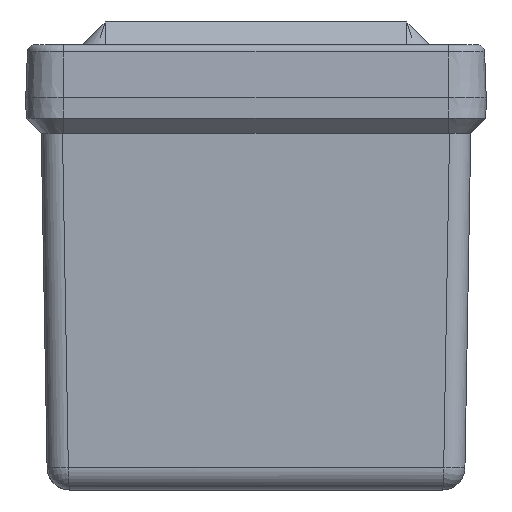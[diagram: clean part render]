
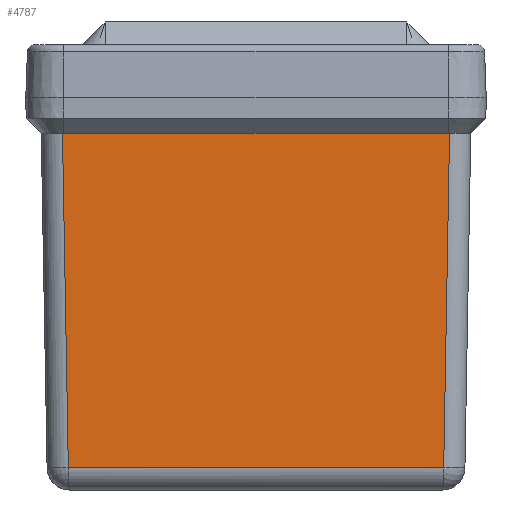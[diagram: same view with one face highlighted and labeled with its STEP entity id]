
A CAD part, front view. The second image highlights one B-rep face of the part: STEP entity #4787.
In plain terms, the highlighted face is planar.
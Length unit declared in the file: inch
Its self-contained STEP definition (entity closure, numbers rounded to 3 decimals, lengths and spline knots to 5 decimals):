
#370=LINE($,#8398,#726);
#371=LINE($,#8401,#727);
#372=LINE($,#8403,#728);
#373=LINE($,#8405,#729);
#374=LINE($,#8407,#730);
#375=LINE($,#8408,#731);
#726=VECTOR($,#6260,3.10809);
#727=VECTOR($,#6263,2.76912);
#728=VECTOR($,#6264,0.00862);
#729=VECTOR($,#6265,3.1875);
#730=VECTOR($,#6266,0.00862);
#731=VECTOR($,#6267,2.76912);
#994=PLANE($,#5217);
#1250=FACE_OUTER_BOUND($,#1564,.T.);
#1564=EDGE_LOOP($,(#3762,#3763,#3764,#3765,#3766,#3767));
#2234=VERTEX_POINT($,#8053);
#2236=VERTEX_POINT($,#8279);
#2238=VERTEX_POINT($,#8400);
#2239=VERTEX_POINT($,#8402);
#2240=VERTEX_POINT($,#8404);
#2241=VERTEX_POINT($,#8406);
#2797=EDGE_CURVE($,#2236,#2234,#370,.T.);
#2798=EDGE_CURVE($,#2238,#2236,#371,.T.);
#2799=EDGE_CURVE($,#2238,#2239,#372,.T.);
#2800=EDGE_CURVE($,#2240,#2239,#373,.T.);
#2801=EDGE_CURVE($,#2240,#2241,#374,.T.);
#2802=EDGE_CURVE($,#2234,#2241,#375,.T.);
#3762=ORIENTED_EDGE($,*,*,#2797,.F.);
#3763=ORIENTED_EDGE($,*,*,#2798,.F.);
#3764=ORIENTED_EDGE($,*,*,#2799,.T.);
#3765=ORIENTED_EDGE($,*,*,#2800,.F.);
#3766=ORIENTED_EDGE($,*,*,#2801,.T.);
#3767=ORIENTED_EDGE($,*,*,#2802,.F.);
#4787=ADVANCED_FACE($,(#1250),#994,.T.);
#5217=AXIS2_PLACEMENT_3D($,#8399,#6261,#6262);
#6260=DIRECTION($,(-1.,0.,0.));
#6261=DIRECTION('center_axis',(0.,-0.017,1.));
#6262=DIRECTION('ref_axis',(-1.,0.,0.));
#6263=DIRECTION($,(-0.017,-1.,-0.017));
#6264=DIRECTION($,(-1.,0.,0.));
#6265=DIRECTION($,(1.,0.,0.));
#6266=DIRECTION($,(-1.,0.,0.));
#6267=DIRECTION($,(-0.017,1.,0.017));
#8053=CARTESIAN_POINT('',(-1.55405,0.18423,4.26117));
#8279=CARTESIAN_POINT('',(1.55405,0.18423,4.26117));
#8398=CARTESIAN_POINT($,(1.55405,0.18423,4.26117));
#8399=CARTESIAN_POINT('Origin',(1.59375,2.9525,4.30949));
#8400=CARTESIAN_POINT('',(1.60237,2.9525,4.30949));
#8401=CARTESIAN_POINT($,(1.60237,2.9525,4.30949));
#8402=CARTESIAN_POINT('',(1.59375,2.9525,4.30949));
#8403=CARTESIAN_POINT($,(1.60237,2.9525,4.30949));
#8404=CARTESIAN_POINT('',(-1.59375,2.9525,4.30949));
#8405=CARTESIAN_POINT($,(-1.59375,2.9525,4.30949));
#8406=CARTESIAN_POINT('',(-1.60237,2.9525,4.30949));
#8407=CARTESIAN_POINT($,(-1.59375,2.9525,4.30949));
#8408=CARTESIAN_POINT($,(-1.55405,0.18423,4.26117));
